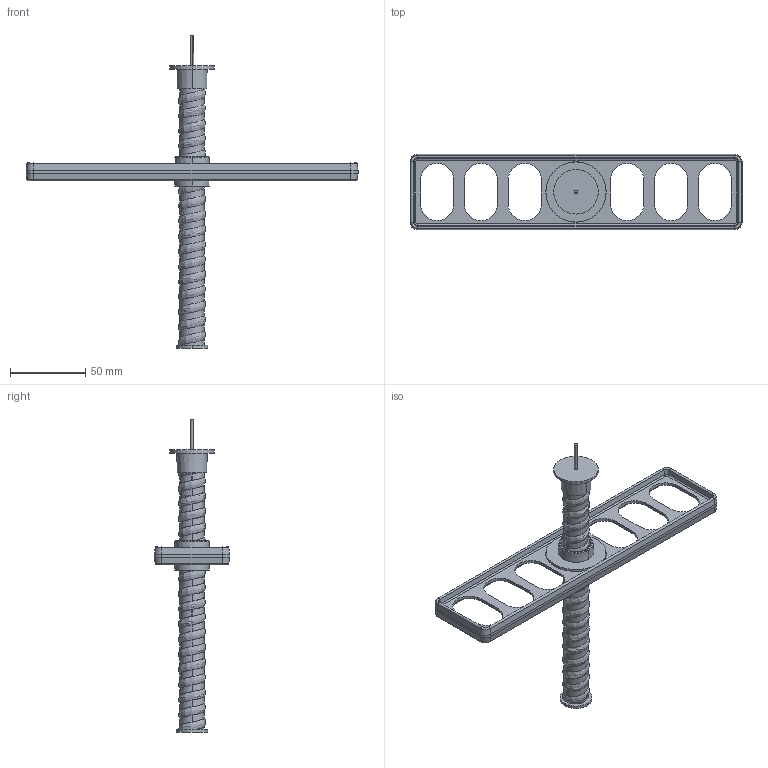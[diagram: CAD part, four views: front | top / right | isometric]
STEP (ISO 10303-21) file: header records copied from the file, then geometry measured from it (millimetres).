
FILE_DESCRIPTION (( 'STEP AP214' ), '1' );
FILE_NAME ('Kundeninfo-Einbausatz-DW15-L=170mm-Roedelfix.STEP', '2018-05-15T07:04:20', ( 'CAD-Wieser' ), ( '' ), 'SwSTEP 2.0', 'SolidWorks 2018', '' );
FILE_SCHEMA (( 'AUTOMOTIVE_DESIGN' ));
Length unit declared in the file: millimetre
Products named in the file (5): PVC-Kappe-15-101593; RoedelFix-15-101588_GewPlatte15; Markierungsstopfen-15-101598; Gewindehuelse-DW15_L=170-Art.:101517; Kundeninfo-Einbausatz-DW15-L=170mm-Roedelfix
Assembly tree (4 placements, depth 2):
  Kundeninfo-Einbausatz-DW15-L=170mm-Roedelfix
    Gewindehuelse-DW15_L=170-Art.:101517
    Markierungsstopfen-15-101598
    RoedelFix-15-101588_GewPlatte15
    PVC-Kappe-15-101593
Bounding box: 220 x 50 x 207 mm (x, y, z)
Volume: 40266.6 mm3; surface area: 49289.6 mm2
Topology: 4 solids, 4 shells, 236 faces, 585 edges, 366 vertices
Faces by surface type: cylinder 116, plane 51, cone 34, torus 24, bspline 11
Entity records: 42164 total; most frequent: CARTESIAN_POINT 36598, ORIENTED_EDGE 1170, DIRECTION 1055, EDGE_CURVE 585, AXIS2_PLACEMENT_3D 412, VERTEX_POINT 366, EDGE_LOOP 261, FACE_OUTER_BOUND 236
